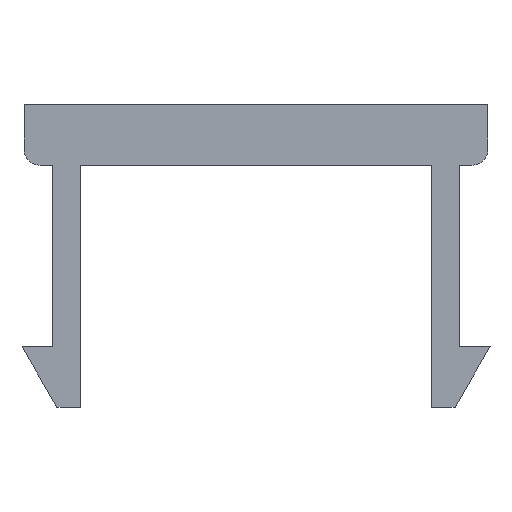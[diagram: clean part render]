
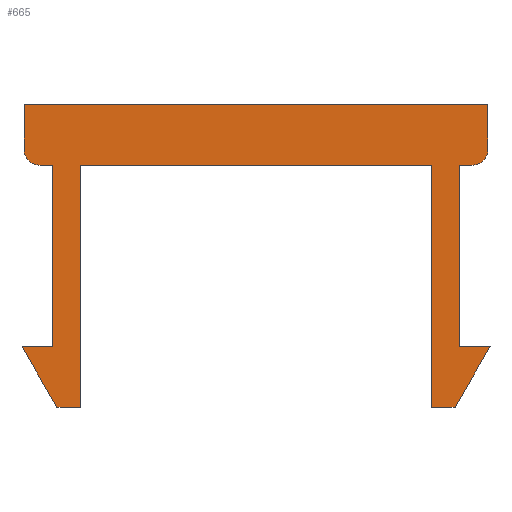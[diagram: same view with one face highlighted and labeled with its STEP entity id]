
A CAD part, left-side view. The second image highlights one B-rep face of the part: STEP entity #665.
In plain terms, the highlighted planar face has unit normal (-1, 0, 0).
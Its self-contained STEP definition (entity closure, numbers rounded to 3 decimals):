
#3 = DIRECTION ( 'NONE',  ( 0., 0., -1. ) ) ;
#7 = CARTESIAN_POINT ( 'NONE',  ( 0., 4.35, -2.836 ) ) ;
#32 = ORIENTED_EDGE ( 'NONE', *, *, #254, .F. ) ;
#46 = CARTESIAN_POINT ( 'NONE',  ( 0., -5.05, -6. ) ) ;
#51 = ORIENTED_EDGE ( 'NONE', *, *, #765, .F. ) ;
#52 = CARTESIAN_POINT ( 'NONE',  ( 0., -4.35, -1.5 ) ) ;
#55 = VERTEX_POINT ( 'NONE', #799 ) ;
#68 = DIRECTION ( 'NONE',  ( 0., 1., 0. ) ) ;
#69 = CARTESIAN_POINT ( 'NONE',  ( 0., 4.35, -1.5 ) ) ;
#72 = CARTESIAN_POINT ( 'NONE',  ( 0., 4.934, -7.5 ) ) ;
#91 = AXIS2_PLACEMENT_3D ( 'NONE', #205, #203, #201 ) ;
#102 = LINE ( 'NONE', #597, #650 ) ;
#127 = AXIS2_PLACEMENT_3D ( 'NONE', #279, #278, #275 ) ;
#130 = VECTOR ( 'NONE', #643, 1000. ) ;
#138 = VECTOR ( 'NONE', #68, 1000. ) ;
#145 = DIRECTION ( 'NONE',  ( 0., 0., -1. ) ) ;
#146 = LINE ( 'NONE', #72, #138 ) ;
#156 = DIRECTION ( 'NONE',  ( 0., 1., 0. ) ) ;
#164 = DIRECTION ( 'NONE',  ( 0., 1., 0. ) ) ;
#172 = VECTOR ( 'NONE', #790, 1000. ) ;
#176 = CARTESIAN_POINT ( 'NONE',  ( 0., -5.05, -2.836 ) ) ;
#180 = CARTESIAN_POINT ( 'NONE',  ( 0., -4.35, -7.5 ) ) ;
#194 = EDGE_CURVE ( 'NONE', #506, #745, #315, .T. ) ;
#200 = EDGE_CURVE ( 'NONE', #262, #320, #261, .T. ) ;
#201 = DIRECTION ( 'NONE',  ( 0., 0., -1. ) ) ;
#203 = DIRECTION ( 'NONE',  ( 1., 0., 0. ) ) ;
#205 = CARTESIAN_POINT ( 'NONE',  ( 0., -5.35, -1.1 ) ) ;
#206 = EDGE_CURVE ( 'NONE', #284, #433, #250, .T. ) ;
#215 = EDGE_CURVE ( 'NONE', #337, #902, #102, .T. ) ;
#218 = ORIENTED_EDGE ( 'NONE', *, *, #194, .F. ) ;
#225 = DIRECTION ( 'NONE',  ( 0., 1., 0. ) ) ;
#226 = VECTOR ( 'NONE', #606, 1000. ) ;
#228 = CARTESIAN_POINT ( 'NONE',  ( 0., -5.75, -1.1 ) ) ;
#231 = CARTESIAN_POINT ( 'NONE',  ( 0., -5.05, -1.5 ) ) ;
#243 = EDGE_CURVE ( 'NONE', #479, #284, #627, .T. ) ;
#250 = LINE ( 'NONE', #645, #130 ) ;
#253 = VERTEX_POINT ( 'NONE', #543 ) ;
#254 = EDGE_CURVE ( 'NONE', #902, #882, #328, .T. ) ;
#256 = EDGE_CURVE ( 'NONE', #320, #55, #695, .T. ) ;
#261 = LINE ( 'NONE', #649, #325 ) ;
#262 = VERTEX_POINT ( 'NONE', #527 ) ;
#264 = VERTEX_POINT ( 'NONE', #524 ) ;
#269 = EDGE_CURVE ( 'NONE', #433, #506, #381, .T. ) ;
#275 = DIRECTION ( 'NONE',  ( 0., 0., -1. ) ) ;
#278 = DIRECTION ( 'NONE',  ( 1., 0., 0. ) ) ;
#279 = CARTESIAN_POINT ( 'NONE',  ( 0., 0., -2.836 ) ) ;
#284 = VERTEX_POINT ( 'NONE', #481 ) ;
#294 = CARTESIAN_POINT ( 'NONE',  ( 0., 4.35, -7.5 ) ) ;
#300 = EDGE_CURVE ( 'NONE', #549, #262, #761, .T. ) ;
#315 = LINE ( 'NONE', #677, #624 ) ;
#320 = VERTEX_POINT ( 'NONE', #472 ) ;
#322 = PLANE ( 'NONE',  #127 ) ;
#325 = VECTOR ( 'NONE', #647, 1000. ) ;
#328 = LINE ( 'NONE', #536, #574 ) ;
#333 = ORIENTED_EDGE ( 'NONE', *, *, #911, .F. ) ;
#337 = VERTEX_POINT ( 'NONE', #456 ) ;
#339 = CARTESIAN_POINT ( 'NONE',  ( 0., 5.35, -1.5 ) ) ;
#341 = CARTESIAN_POINT ( 'NONE',  ( 0., -5.05, -1.5 ) ) ;
#342 = ORIENTED_EDGE ( 'NONE', *, *, #243, .F. ) ;
#355 = ORIENTED_EDGE ( 'NONE', *, *, #200, .F. ) ;
#370 = ORIENTED_EDGE ( 'NONE', *, *, #206, .F. ) ;
#381 = LINE ( 'NONE', #523, #402 ) ;
#383 = VECTOR ( 'NONE', #470, 1000. ) ;
#384 = CARTESIAN_POINT ( 'NONE',  ( 0., 4.934, -7.5 ) ) ;
#388 = CARTESIAN_POINT ( 'NONE',  ( 0., -5.75, 0. ) ) ;
#392 = CARTESIAN_POINT ( 'NONE',  ( 0., -4.934, -7.5 ) ) ;
#395 = DIRECTION ( 'NONE',  ( 0., 0.5, -0.866 ) ) ;
#402 = VECTOR ( 'NONE', #515, 1000. ) ;
#414 = ORIENTED_EDGE ( 'NONE', *, *, #492, .F. ) ;
#433 = VERTEX_POINT ( 'NONE', #457 ) ;
#451 = ORIENTED_EDGE ( 'NONE', *, *, #215, .F. ) ;
#456 = CARTESIAN_POINT ( 'NONE',  ( 0., -4.35, -7.5 ) ) ;
#457 = CARTESIAN_POINT ( 'NONE',  ( 0., 5.75, 0. ) ) ;
#470 = DIRECTION ( 'NONE',  ( 0., 0.5, 0.866 ) ) ;
#472 = CARTESIAN_POINT ( 'NONE',  ( 0., 5.05, -6. ) ) ;
#479 = VERTEX_POINT ( 'NONE', #339 ) ;
#480 = CARTESIAN_POINT ( 'NONE',  ( 0., 5.8, -6. ) ) ;
#481 = CARTESIAN_POINT ( 'NONE',  ( 0., 5.75, -1.1 ) ) ;
#492 = EDGE_CURVE ( 'NONE', #253, #939, #908, .T. ) ;
#506 = VERTEX_POINT ( 'NONE', #388 ) ;
#515 = DIRECTION ( 'NONE',  ( 0., -1., 0. ) ) ;
#523 = CARTESIAN_POINT ( 'NONE',  ( 0., -5.75, 0. ) ) ;
#524 = CARTESIAN_POINT ( 'NONE',  ( 0., -5.35, -1.5 ) ) ;
#526 = ORIENTED_EDGE ( 'NONE', *, *, #817, .F. ) ;
#527 = CARTESIAN_POINT ( 'NONE',  ( 0., 5.8, -6. ) ) ;
#529 = DIRECTION ( 'NONE',  ( 0., 1., 0. ) ) ;
#536 = CARTESIAN_POINT ( 'NONE',  ( 0., 0., -1.5 ) ) ;
#543 = CARTESIAN_POINT ( 'NONE',  ( 0., -5.8, -6. ) ) ;
#545 = DIRECTION ( 'NONE',  ( 0., 0., -1. ) ) ;
#549 = VERTEX_POINT ( 'NONE', #384 ) ;
#550 = DIRECTION ( 'NONE',  ( 1., 0., 0. ) ) ;
#553 = CARTESIAN_POINT ( 'NONE',  ( 0., 5.35, -1.1 ) ) ;
#557 = CARTESIAN_POINT ( 'NONE',  ( 0., 5.05, -2.836 ) ) ;
#559 = VERTEX_POINT ( 'NONE', #341 ) ;
#574 = VECTOR ( 'NONE', #529, 1000. ) ;
#579 = ORIENTED_EDGE ( 'NONE', *, *, #798, .F. ) ;
#594 = DIRECTION ( 'NONE',  ( 0., 0., 1. ) ) ;
#597 = CARTESIAN_POINT ( 'NONE',  ( 0., -4.35, -2.836 ) ) ;
#606 = DIRECTION ( 'NONE',  ( 0., 0., 1. ) ) ;
#618 = ORIENTED_EDGE ( 'NONE', *, *, #269, .F. ) ;
#624 = VECTOR ( 'NONE', #648, 1000. ) ;
#627 = CIRCLE ( 'NONE', #890, 0.4 ) ;
#639 = VECTOR ( 'NONE', #395, 1000. ) ;
#643 = DIRECTION ( 'NONE',  ( 0., 0., 1. ) ) ;
#645 = CARTESIAN_POINT ( 'NONE',  ( 0., 5.75, -2.836 ) ) ;
#647 = DIRECTION ( 'NONE',  ( 0., -1., 0. ) ) ;
#648 = DIRECTION ( 'NONE',  ( 0., 0., -1. ) ) ;
#649 = CARTESIAN_POINT ( 'NONE',  ( 0., 5.05, -6. ) ) ;
#650 = VECTOR ( 'NONE', #594, 1000. ) ;
#652 = ORIENTED_EDGE ( 'NONE', *, *, #788, .F. ) ;
#665 = ADVANCED_FACE ( 'NONE', ( #683 ), #322, .F. ) ;
#668 = VERTEX_POINT ( 'NONE', #294 ) ;
#677 = CARTESIAN_POINT ( 'NONE',  ( 0., -5.75, -2.836 ) ) ;
#678 = ORIENTED_EDGE ( 'NONE', *, *, #960, .F. ) ;
#683 = FACE_OUTER_BOUND ( 'NONE', #733, .T. ) ;
#695 = LINE ( 'NONE', #557, #226 ) ;
#733 = EDGE_LOOP ( 'NONE', ( #32, #451, #652, #414, #678, #526, #877, #51, #218, #618, #370, #342, #579, #843, #355, #885, #846, #333 ) ) ;
#734 = LINE ( 'NONE', #751, #752 ) ;
#745 = VERTEX_POINT ( 'NONE', #228 ) ;
#747 = EDGE_CURVE ( 'NONE', #264, #559, #950, .T. ) ;
#749 = LINE ( 'NONE', #176, #833 ) ;
#751 = CARTESIAN_POINT ( 'NONE',  ( 0., 5.35, -1.5 ) ) ;
#752 = VECTOR ( 'NONE', #156, 1000. ) ;
#761 = LINE ( 'NONE', #480, #383 ) ;
#765 = EDGE_CURVE ( 'NONE', #745, #264, #951, .T. ) ;
#773 = VECTOR ( 'NONE', #164, 1000. ) ;
#788 = EDGE_CURVE ( 'NONE', #939, #337, #881, .T. ) ;
#790 = DIRECTION ( 'NONE',  ( 0., -1., 0. ) ) ;
#798 = EDGE_CURVE ( 'NONE', #55, #479, #734, .T. ) ;
#799 = CARTESIAN_POINT ( 'NONE',  ( 0., 5.05, -1.5 ) ) ;
#800 = CARTESIAN_POINT ( 'NONE',  ( 0., -5.8, -6. ) ) ;
#817 = EDGE_CURVE ( 'NONE', #559, #899, #749, .T. ) ;
#827 = LINE ( 'NONE', #800, #172 ) ;
#833 = VECTOR ( 'NONE', #145, 1000. ) ;
#843 = ORIENTED_EDGE ( 'NONE', *, *, #256, .F. ) ;
#846 = ORIENTED_EDGE ( 'NONE', *, *, #875, .F. ) ;
#875 = EDGE_CURVE ( 'NONE', #668, #549, #146, .T. ) ;
#877 = ORIENTED_EDGE ( 'NONE', *, *, #747, .F. ) ;
#881 = LINE ( 'NONE', #180, #773 ) ;
#882 = VERTEX_POINT ( 'NONE', #69 ) ;
#885 = ORIENTED_EDGE ( 'NONE', *, *, #300, .F. ) ;
#890 = AXIS2_PLACEMENT_3D ( 'NONE', #553, #550, #545 ) ;
#899 = VERTEX_POINT ( 'NONE', #46 ) ;
#902 = VERTEX_POINT ( 'NONE', #52 ) ;
#908 = LINE ( 'NONE', #392, #639 ) ;
#911 = EDGE_CURVE ( 'NONE', #882, #668, #946, .T. ) ;
#919 = CARTESIAN_POINT ( 'NONE',  ( 0., -4.934, -7.5 ) ) ;
#931 = VECTOR ( 'NONE', #225, 1000. ) ;
#939 = VERTEX_POINT ( 'NONE', #919 ) ;
#943 = VECTOR ( 'NONE', #3, 1000. ) ;
#946 = LINE ( 'NONE', #7, #943 ) ;
#950 = LINE ( 'NONE', #231, #931 ) ;
#951 = CIRCLE ( 'NONE', #91, 0.4 ) ;
#960 = EDGE_CURVE ( 'NONE', #899, #253, #827, .T. ) ;
